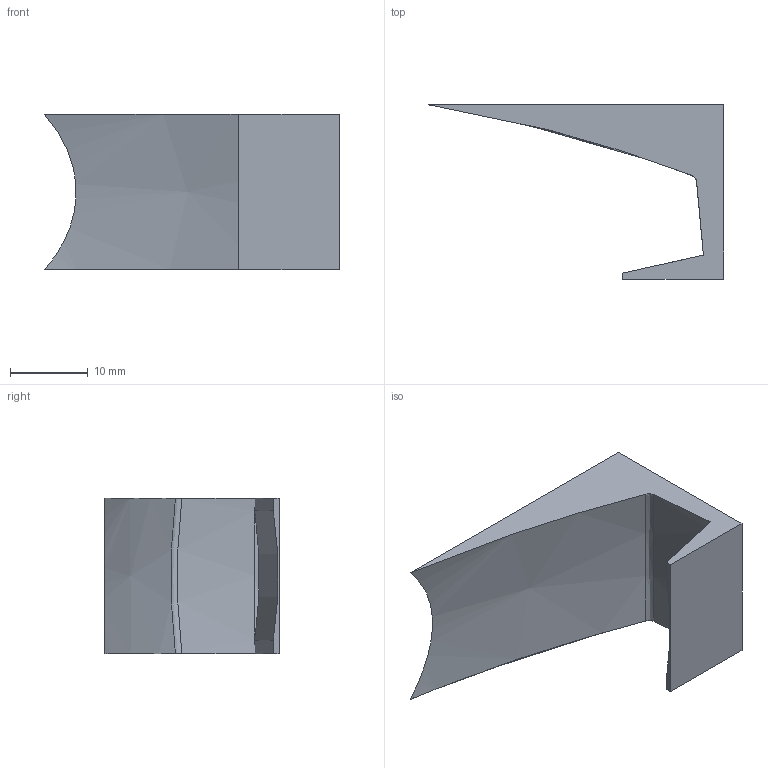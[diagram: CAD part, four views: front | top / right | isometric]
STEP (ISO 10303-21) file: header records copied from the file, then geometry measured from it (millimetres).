
FILE_DESCRIPTION (( 'STEP AP214' ), '1' );
FILE_NAME ('Camera Mount Test.STEP', '2021-04-19T14:59:14', ( '' ), ( '' ), 'SwSTEP 2.0', 'SolidWorks 2019', '' );
FILE_SCHEMA (( 'AUTOMOTIVE_DESIGN' ));
Length unit declared in the file: millimetre
Products named in the file (1): Camera Mount Test
Bounding box: 37.99 x 22.45 x 20 mm (x, y, z)
Volume: 4140.1 mm3; surface area: 2984.4 mm2
Topology: 1 solids, 1 shells, 17 faces, 41 edges, 26 vertices
Faces by surface type: plane 9, bspline 5, cylinder 3
Entity records: 764 total; most frequent: CARTESIAN_POINT 420, ORIENTED_EDGE 74, DIRECTION 46, EDGE_CURVE 37, VERTEX_POINT 24, VECTOR 22, LINE 22, FACE_OUTER_BOUND 15
